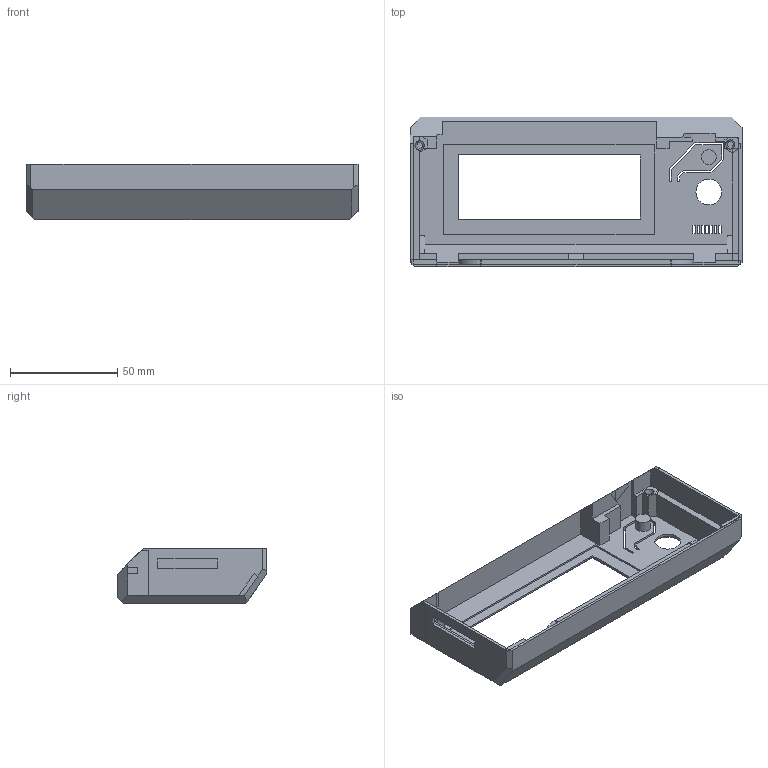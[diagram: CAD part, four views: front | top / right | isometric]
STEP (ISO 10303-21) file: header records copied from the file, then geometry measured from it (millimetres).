
FILE_DESCRIPTION(('FreeCAD Model'),'2;1');
FILE_NAME( 'LCD-cover-ORIGINAL-MK3.step', '2017-12-05T19:48:10',('Author'),(''), 'Open CASCADE STEP processor 6.8','FreeCAD','Unknown');
FILE_SCHEMA(('AUTOMOTIVE_DESIGN_CC2 { 1 2 10303 214 -1 1 5 4 }'));
Length unit declared in the file: millimetre
Products named in the file (1): Cut024
Bounding box: 155 x 70 x 26 mm (x, y, z)
Volume: 41410.4 mm3; surface area: 34167.9 mm2
Topology: 1 solids, 2 shells, 377 faces, 1010 edges, 636 vertices
Faces by surface type: plane 362, cylinder 12, cone 3
Full cylindrical faces by diameter (mm): 2.8 x2, 7 x1, 12 x1
Entity records: 23742 total; most frequent: CARTESIAN_POINT 5223, DIRECTION 2821, ORIENTED_EDGE 2020, PCURVE 2020, DEFINITIONAL_REPRESENTATION 2020, LINE 1924, VECTOR 1924, EDGE_CURVE 1010
